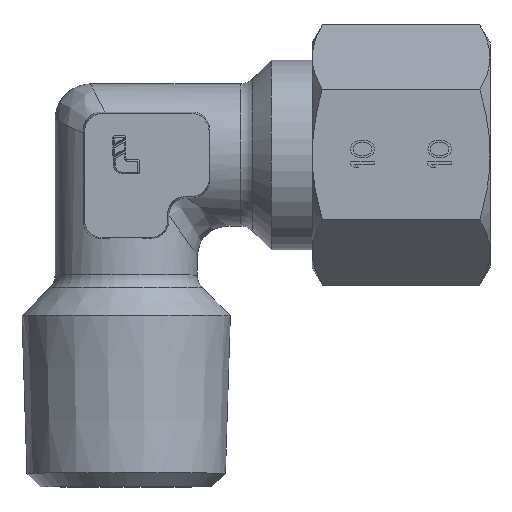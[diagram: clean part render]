
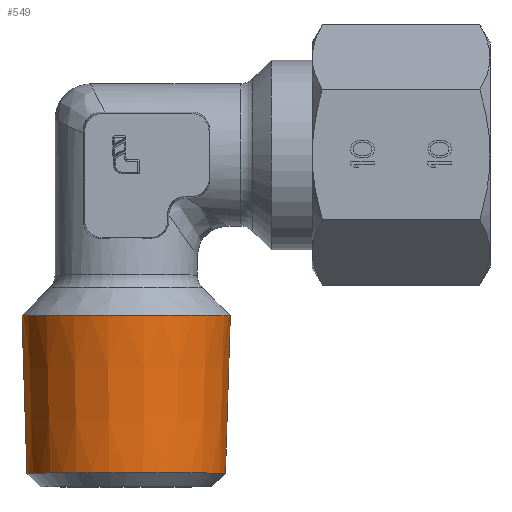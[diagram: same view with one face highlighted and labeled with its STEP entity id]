
A CAD part, top view. The second image highlights one B-rep face of the part: STEP entity #549.
In plain terms, the highlighted conical face has half-angle 1.78 degrees and reference radius 8.581 mm.
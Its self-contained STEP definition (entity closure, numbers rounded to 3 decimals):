
#549=ADVANCED_FACE('',(#1339),#1340,.T.);
#1339=FACE_OUTER_BOUND('',#2379,.T.);
#1340=CONICAL_SURFACE('',#2380,8.581,0.031);
#2379=EDGE_LOOP('',(#4179,#4180,#4181,#4182));
#2380=AXIS2_PLACEMENT_3D('',#4183,#4184,#4185);
#4179=ORIENTED_EDGE('',*,*,#6774,.T.);
#4180=ORIENTED_EDGE('',*,*,#6790,.T.);
#4181=ORIENTED_EDGE('',*,*,#6776,.T.);
#4182=ORIENTED_EDGE('',*,*,#6934,.F.);
#4183=CARTESIAN_POINT('',(0.0,-20.186,0.0));
#4184=DIRECTION('',(-0.0,1.0,-0.0));
#4185=DIRECTION('',(1.0,0.0,0.0));
#6774=EDGE_CURVE('',#8288,#8289,#8290,.T.);
#6776=EDGE_CURVE('',#8293,#8291,#8294,.T.);
#6790=EDGE_CURVE('',#8289,#8293,#8312,.T.);
#6934=EDGE_CURVE('',#8288,#8291,#8540,.T.);
#8288=VERTEX_POINT('',#10436);
#8289=VERTEX_POINT('',#10437);
#8290=LINE('',#10438,#10439);
#8291=VERTEX_POINT('',#10440);
#8293=VERTEX_POINT('',#10442);
#8294=LINE('',#10443,#10444);
#8312=CIRCLE('',#10483,8.787);
#8540=CIRCLE('',#10855,8.374);
#10436=CARTESIAN_POINT('',(8.374,-26.835,0.));
#10437=CARTESIAN_POINT('',(8.787,-13.537,0.0));
#10438=CARTESIAN_POINT('',(8.581,-20.186,0.));
#10439=VECTOR('',#12850,1.0);
#10440=CARTESIAN_POINT('',(-8.374,-26.835,0.0));
#10442=CARTESIAN_POINT('',(-8.787,-13.537,0.));
#10443=CARTESIAN_POINT('',(-8.581,-20.186,0.));
#10444=VECTOR('',#12854,1.0);
#10483=AXIS2_PLACEMENT_3D('',#12871,#12872,#12873);
#10855=AXIS2_PLACEMENT_3D('',#13046,#13047,#13048);
#12850=DIRECTION('',(0.031,1.,0.));
#12854=DIRECTION('',(0.031,-1.,0.));
#12871=CARTESIAN_POINT('',(0.0,-13.537,0.0));
#12872=DIRECTION('',(0.0,-1.0,0.0));
#12873=DIRECTION('',(-1.0,0.0,0.0));
#13046=CARTESIAN_POINT('',(0.0,-26.835,0.0));
#13047=DIRECTION('',(0.0,-1.0,0.0));
#13048=DIRECTION('',(1.0,0.0,0.0));
